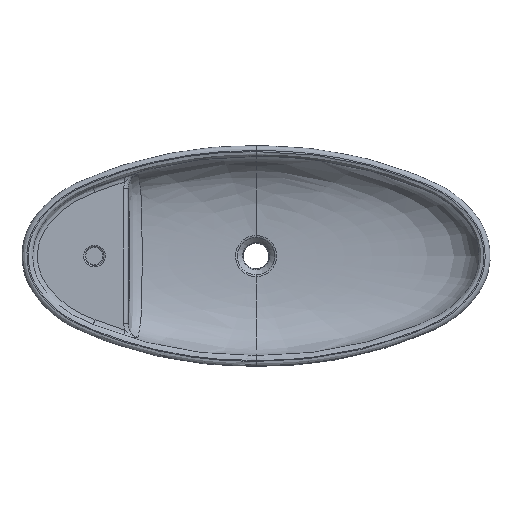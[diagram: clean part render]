
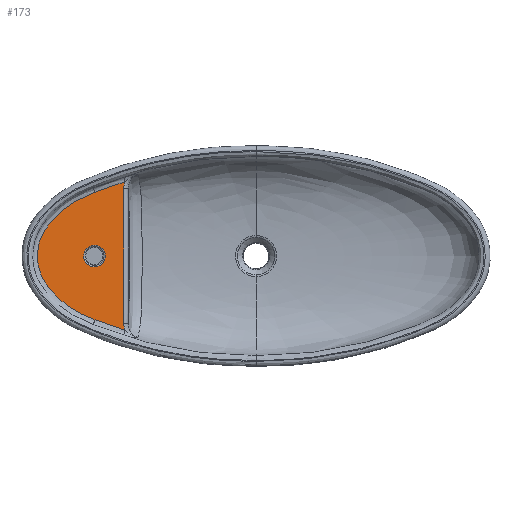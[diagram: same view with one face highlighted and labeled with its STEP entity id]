
A CAD part, top view. The second image highlights one B-rep face of the part: STEP entity #173.
In plain terms, the highlighted free-form (B-spline) face has degree [3, 3] with [4, 4] control points.
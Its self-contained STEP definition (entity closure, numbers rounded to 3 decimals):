
#145=FACE_BOUND('',#247,.T.);
#146=FACE_BOUND('',#248,.T.);
#173=ADVANCED_FACE('',(#145,#146),#196,.T.);
#196=B_SPLINE_SURFACE_WITH_KNOTS('',3,3,((#9029,#9030,#9031,#9032),(#9033,
#9034,#9035,#9036),(#9037,#9038,#9039,#9040),(#9041,#9042,#9043,#9044)),
 .UNSPECIFIED.,.F.,.F.,.F.,(4,4),(4,4),(0.,1.),(0.,1.),.UNSPECIFIED.);
#247=EDGE_LOOP('',(#351));
#248=EDGE_LOOP('',(#352,#353,#354,#355,#356,#357));
#351=ORIENTED_EDGE('',*,*,#487,.T.);
#352=ORIENTED_EDGE('',*,*,#488,.T.);
#353=ORIENTED_EDGE('',*,*,#489,.T.);
#354=ORIENTED_EDGE('',*,*,#490,.T.);
#355=ORIENTED_EDGE('',*,*,#491,.T.);
#356=ORIENTED_EDGE('',*,*,#492,.T.);
#357=ORIENTED_EDGE('',*,*,#493,.T.);
#430=VERTEX_POINT('',#8964);
#431=VERTEX_POINT('',#8969);
#432=VERTEX_POINT('',#8970);
#433=VERTEX_POINT('',#8975);
#434=VERTEX_POINT('',#9008);
#435=VERTEX_POINT('',#9013);
#436=VERTEX_POINT('',#9018);
#487=EDGE_CURVE('',#430,#430,#554,.T.);
#488=EDGE_CURVE('',#431,#432,#555,.T.);
#489=EDGE_CURVE('',#432,#433,#556,.T.);
#490=EDGE_CURVE('',#433,#434,#557,.T.);
#491=EDGE_CURVE('',#434,#435,#558,.T.);
#492=EDGE_CURVE('',#435,#436,#559,.T.);
#493=EDGE_CURVE('',#436,#431,#560,.T.);
#554=B_SPLINE_CURVE_WITH_KNOTS('',3,(#8940,#8941,#8942,#8943,#8944,#8945,
#8946,#8947,#8948,#8949,#8950,#8951,#8952,#8953,#8954,#8955,#8956,#8957,
#8958,#8959,#8960,#8961,#8962,#8963),.UNSPECIFIED.,.T.,.F.,(2,2,2,2,2,2,
2,2,2,2,2,2,2,2),(-0.125,0.,0.125,0.25,
0.375,0.437,0.5,0.625,
0.687,0.75,0.812,0.875,
1.,1.125),.UNSPECIFIED.);
#555=B_SPLINE_CURVE_WITH_KNOTS('',3,(#8965,#8966,#8967,#8968),
 .UNSPECIFIED.,.F.,.F.,(4,4),(0.,1.),.UNSPECIFIED.);
#556=B_SPLINE_CURVE_WITH_KNOTS('',3,(#8971,#8972,#8973,#8974),
 .UNSPECIFIED.,.F.,.F.,(4,4),(0.,1.),.UNSPECIFIED.);
#557=B_SPLINE_CURVE_WITH_KNOTS('',3,(#8976,#8977,#8978,#8979,#8980,#8981,
#8982,#8983,#8984,#8985,#8986,#8987,#8988,#8989,#8990,#8991,#8992,#8993,
#8994,#8995,#8996,#8997,#8998,#8999,#9000,#9001,#9002,#9003,#9004,#9005,
#9006,#9007),.UNSPECIFIED.,.F.,.F.,(4,2,2,2,2,2,2,2,2,2,2,2,2,2,2,4),(0.,
0.062,0.125,0.25,0.313,0.375,0.406,0.438,0.5,0.563,0.625,
0.688,0.75,0.813,0.875,1.),.UNSPECIFIED.);
#558=B_SPLINE_CURVE_WITH_KNOTS('',3,(#9009,#9010,#9011,#9012),
 .UNSPECIFIED.,.F.,.F.,(4,4),(0.,1.),.UNSPECIFIED.);
#559=B_SPLINE_CURVE_WITH_KNOTS('',3,(#9014,#9015,#9016,#9017),
 .UNSPECIFIED.,.F.,.F.,(4,4),(0.,1.),.UNSPECIFIED.);
#560=B_SPLINE_CURVE_WITH_KNOTS('',3,(#9019,#9020,#9021,#9022,#9023,#9024,
#9025,#9026,#9027,#9028),.UNSPECIFIED.,.F.,.F.,(4,3,3,4),(0.,0.066,
0.328,1.),.UNSPECIFIED.);
#8940=CARTESIAN_POINT('',(-312.235,-5.149,84.975));
#8941=CARTESIAN_POINT('',(-312.235,5.156,84.975));
#8942=CARTESIAN_POINT('',(-310.151,10.17,84.902));
#8943=CARTESIAN_POINT('',(-302.879,17.432,84.648));
#8944=CARTESIAN_POINT('',(-297.816,19.506,84.471));
#8945=CARTESIAN_POINT('',(-287.636,19.501,84.116));
#8946=CARTESIAN_POINT('',(-282.55,17.391,83.938));
#8947=CARTESIAN_POINT('',(-277.157,12.005,83.75));
#8948=CARTESIAN_POINT('',(-275.704,9.837,83.699));
#8949=CARTESIAN_POINT('',(-273.748,5.127,83.631));
#8950=CARTESIAN_POINT('',(-273.233,2.533,83.613));
#8951=CARTESIAN_POINT('',(-273.239,-5.101,83.613));
#8952=CARTESIAN_POINT('',(-275.352,-10.191,83.687));
#8953=CARTESIAN_POINT('',(-280.745,-15.583,83.875));
#8954=CARTESIAN_POINT('',(-282.91,-17.032,83.951));
#8955=CARTESIAN_POINT('',(-287.625,-18.987,84.116));
#8956=CARTESIAN_POINT('',(-290.156,-19.495,84.204));
#8957=CARTESIAN_POINT('',(-295.297,-19.497,84.383));
#8958=CARTESIAN_POINT('',(-297.827,-18.993,84.472));
#8959=CARTESIAN_POINT('',(-302.554,-17.037,84.637));
#8960=CARTESIAN_POINT('',(-304.714,-15.593,84.712));
#8961=CARTESIAN_POINT('',(-310.116,-10.197,84.901));
#8962=CARTESIAN_POINT('',(-312.235,-5.149,84.975));
#8963=CARTESIAN_POINT('',(-312.235,5.156,84.975));
#8964=CARTESIAN_POINT('',(-312.235,0.004,84.975));
#8965=CARTESIAN_POINT('',(-239.568,121.861,82.437));
#8966=CARTESIAN_POINT('',(-239.568,126.318,82.437));
#8967=CARTESIAN_POINT('',(-238.845,130.691,82.412));
#8968=CARTESIAN_POINT('',(-237.307,134.861,82.358));
#8969=CARTESIAN_POINT('',(-239.568,121.861,82.437));
#8970=CARTESIAN_POINT('',(-237.307,134.861,82.358));
#8971=CARTESIAN_POINT('',(-237.307,134.861,82.358));
#8972=CARTESIAN_POINT('',(-255.873,129.075,83.007));
#8973=CARTESIAN_POINT('',(-274.122,122.489,83.644));
#8974=CARTESIAN_POINT('',(-292.119,115.27,84.272));
#8975=CARTESIAN_POINT('',(-292.119,115.27,84.272));
#8976=CARTESIAN_POINT('',(-292.119,115.27,84.272));
#8977=CARTESIAN_POINT('',(-298.52,112.703,84.496));
#8978=CARTESIAN_POINT('',(-304.894,110.081,84.719));
#8979=CARTESIAN_POINT('',(-317.426,104.363,85.156));
#8980=CARTESIAN_POINT('',(-323.567,101.176,85.371));
#8981=CARTESIAN_POINT('',(-341.314,90.559,85.99));
#8982=CARTESIAN_POINT('',(-352.147,82.27,86.369));
#8983=CARTESIAN_POINT('',(-366.715,67.795,86.877));
#8984=CARTESIAN_POINT('',(-371.317,62.586,87.038));
#8985=CARTESIAN_POINT('',(-379.721,51.661,87.332));
#8986=CARTESIAN_POINT('',(-383.553,45.961,87.465));
#8987=CARTESIAN_POINT('',(-388.221,36.719,87.628));
#8988=CARTESIAN_POINT('',(-389.6,33.498,87.677));
#8989=CARTESIAN_POINT('',(-391.94,26.993,87.758));
#8990=CARTESIAN_POINT('',(-392.909,23.699,87.792));
#8991=CARTESIAN_POINT('',(-395.245,13.701,87.874));
#8992=CARTESIAN_POINT('',(-396.049,6.851,87.902));
#8993=CARTESIAN_POINT('',(-396.034,-7.061,87.901));
#8994=CARTESIAN_POINT('',(-395.222,-13.89,87.873));
#8995=CARTESIAN_POINT('',(-392.048,-27.302,87.762));
#8996=CARTESIAN_POINT('',(-389.649,-33.911,87.678));
#8997=CARTESIAN_POINT('',(-383.433,-46.173,87.461));
#8998=CARTESIAN_POINT('',(-379.541,-51.923,87.325));
#8999=CARTESIAN_POINT('',(-371.082,-62.872,87.03));
#9000=CARTESIAN_POINT('',(-366.524,-68.005,86.871));
#9001=CARTESIAN_POINT('',(-356.792,-77.633,86.531));
#9002=CARTESIAN_POINT('',(-351.615,-82.123,86.35));
#9003=CARTESIAN_POINT('',(-340.684,-90.506,85.968));
#9004=CARTESIAN_POINT('',(-334.925,-94.407,85.767));
#9005=CARTESIAN_POINT('',(-317.179,-104.931,85.148));
#9006=CARTESIAN_POINT('',(-304.514,-110.303,84.705));
#9007=CARTESIAN_POINT('',(-291.719,-115.421,84.258));
#9008=CARTESIAN_POINT('',(-291.719,-115.421,84.258));
#9009=CARTESIAN_POINT('',(-291.719,-115.421,84.258));
#9010=CARTESIAN_POINT('',(-273.844,-122.57,83.634));
#9011=CARTESIAN_POINT('',(-255.703,-129.094,83.001));
#9012=CARTESIAN_POINT('',(-237.31,-134.844,82.358));
#9013=CARTESIAN_POINT('',(-237.31,-134.844,82.358));
#9014=CARTESIAN_POINT('',(-237.31,-134.844,82.358));
#9015=CARTESIAN_POINT('',(-238.846,-130.676,82.412));
#9016=CARTESIAN_POINT('',(-239.568,-126.307,82.437));
#9017=CARTESIAN_POINT('',(-239.568,-121.854,82.437));
#9018=CARTESIAN_POINT('',(-239.568,-121.854,82.437));
#9019=CARTESIAN_POINT('',(-239.568,-121.854,82.437));
#9020=CARTESIAN_POINT('',(-239.568,-116.52,82.437));
#9021=CARTESIAN_POINT('',(-239.568,-111.187,82.437));
#9022=CARTESIAN_POINT('',(-239.568,-105.854,82.437));
#9023=CARTESIAN_POINT('',(-239.568,-84.52,82.437));
#9024=CARTESIAN_POINT('',(-239.568,-63.187,82.437));
#9025=CARTESIAN_POINT('',(-239.568,-41.854,82.437));
#9026=CARTESIAN_POINT('',(-239.568,12.718,82.437));
#9027=CARTESIAN_POINT('',(-239.568,67.289,82.437));
#9028=CARTESIAN_POINT('',(-239.568,121.861,82.437));
#9029=CARTESIAN_POINT('',(-236.354,136.479,82.325));
#9030=CARTESIAN_POINT('',(-236.354,45.499,82.325));
#9031=CARTESIAN_POINT('',(-236.354,-45.481,82.325));
#9032=CARTESIAN_POINT('',(-236.354,-136.462,82.325));
#9033=CARTESIAN_POINT('',(-289.937,136.479,84.196));
#9034=CARTESIAN_POINT('',(-289.937,45.499,84.196));
#9035=CARTESIAN_POINT('',(-289.937,-45.481,84.196));
#9036=CARTESIAN_POINT('',(-289.937,-136.462,84.196));
#9037=CARTESIAN_POINT('',(-343.52,136.479,86.067));
#9038=CARTESIAN_POINT('',(-343.52,45.499,86.067));
#9039=CARTESIAN_POINT('',(-343.52,-45.481,86.067));
#9040=CARTESIAN_POINT('',(-343.52,-136.462,86.067));
#9041=CARTESIAN_POINT('',(-397.102,136.479,87.939));
#9042=CARTESIAN_POINT('',(-397.102,45.499,87.939));
#9043=CARTESIAN_POINT('',(-397.102,-45.481,87.939));
#9044=CARTESIAN_POINT('',(-397.102,-136.462,87.939));
